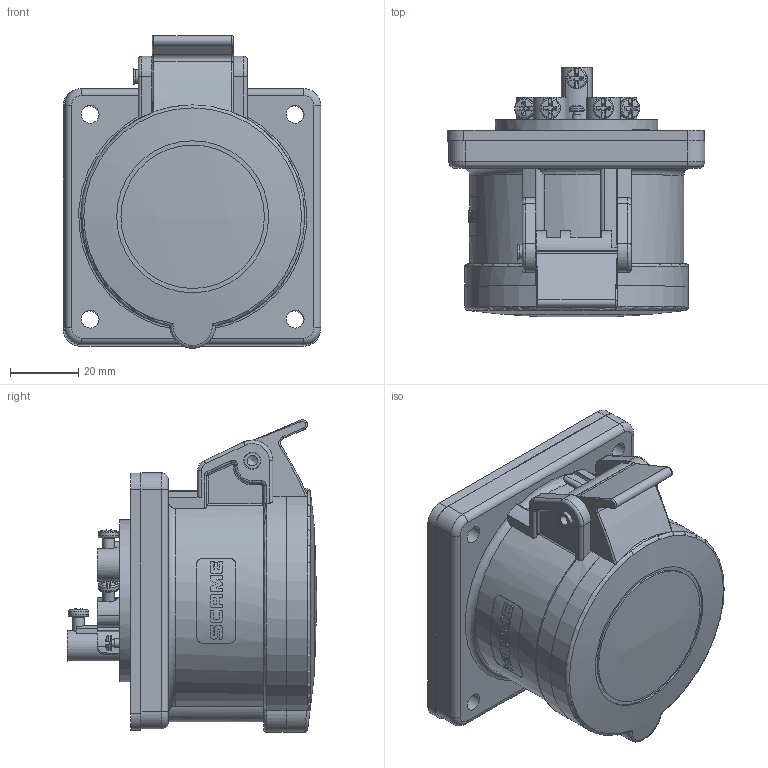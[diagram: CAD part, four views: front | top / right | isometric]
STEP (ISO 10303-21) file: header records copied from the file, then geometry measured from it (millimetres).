
FILE_DESCRIPTION(/* description */ (''),/* implementation_level */ '2;1');
FILE_NAME(/* name */ '4003625.stp',/* time_stamp */ '2019-03-01T11:36:35+01:00',/* author */ (''),/* organization */ (''),/* preprocessor_version */ 'ST-DEVELOPER v16.7',/* originating_system */ 'SIEMENS PLM Software NX 12.0',/* authorisation */ '');
FILE_SCHEMA (('AUTOMOTIVE_DESIGN { 1 0 10303 214 3 1 1 1 }'));
Length unit declared in the file: millimetre
Products named in the file (1): bsom23CC53FBp3yd
Bounding box: 75.4 x 73.07 x 91.5 mm (x, y, z)
Volume: 104042.5 mm3; surface area: 94260.5 mm2
Topology: 17 solids, 18 shells, 1952 faces, 4948 edges, 3003 vertices
Faces by surface type: plane 670, cylinder 604, bspline 229, torus 179, cone 161, sphere 105, revolution 4
Full cylindrical faces by diameter (mm): 1.875 x3, 2.5 x3, 3 x5, 3.5 x7, 3.6 x4, 3.7 x1, 4 x1, 4.2 x2, 4.3 x5, 5 x2, 5.1 x2, 5.2 x4, 5.4 x4, 6 x5, 7 x4, 7.1 x1, 9 x1, 42 x1, 44.5 x1, 47.6 x1
Entity records: 68904 total; most frequent: CARTESIAN_POINT 24454, ORIENTED_EDGE 9274, DIRECTION 9183, EDGE_CURVE 4637, AXIS2_PLACEMENT_3D 3649, VERTEX_POINT 2913, EDGE_LOOP 2180, ADVANCED_FACE 1951
